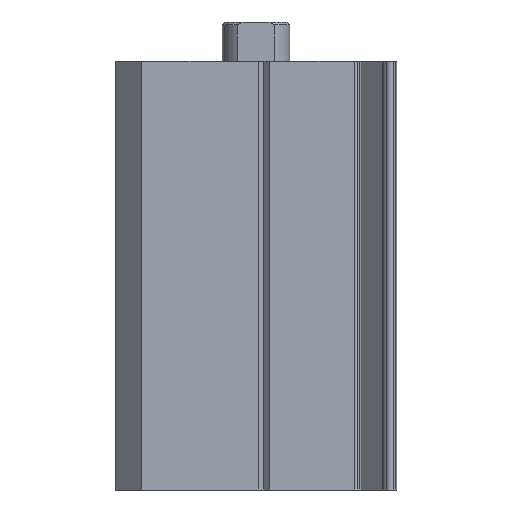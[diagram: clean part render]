
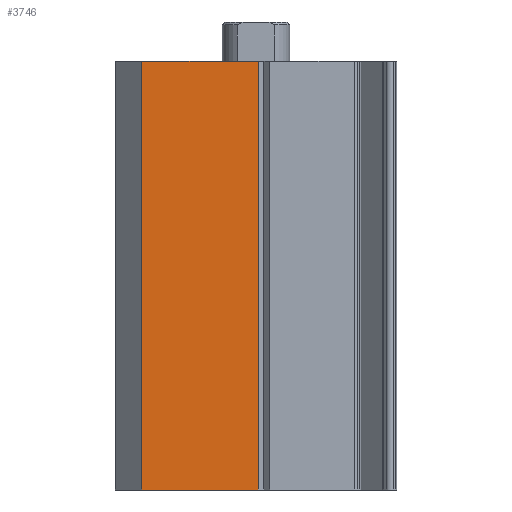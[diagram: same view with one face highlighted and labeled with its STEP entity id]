
A CAD part, left-side view. The second image highlights one B-rep face of the part: STEP entity #3746.
In plain terms, the highlighted planar face has unit normal (-1, 0, 0).
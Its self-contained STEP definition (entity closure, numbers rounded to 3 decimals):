
#164 = VECTOR ( 'NONE', #2131, 1000. ) ;
#184 = CARTESIAN_POINT ( 'NONE',  ( -12.5, -0.208, -19. ) ) ;
#221 = CARTESIAN_POINT ( 'NONE',  ( -12.5, -12.5, 19. ) ) ;
#278 = ORIENTED_EDGE ( 'NONE', *, *, #289, .T. ) ;
#289 = EDGE_CURVE ( 'NONE', #2583, #2348, #2007, .T. ) ;
#459 = CARTESIAN_POINT ( 'NONE',  ( -12.5, -0.208, 19. ) ) ;
#601 = LINE ( 'NONE', #3082, #3883 ) ;
#742 = ORIENTED_EDGE ( 'NONE', *, *, #3893, .T. ) ;
#1054 = VERTEX_POINT ( 'NONE', #459 ) ;
#1060 = CARTESIAN_POINT ( 'NONE',  ( -12.5, 10.13, 19. ) ) ;
#1211 = EDGE_CURVE ( 'NONE', #4020, #1054, #4006, .T. ) ;
#1282 = AXIS2_PLACEMENT_3D ( 'NONE', #3549, #1652, #3877 ) ;
#1290 = FACE_OUTER_BOUND ( 'NONE', #1430, .T. ) ;
#1331 = PLANE ( 'NONE',  #1282 ) ;
#1430 = EDGE_LOOP ( 'NONE', ( #278, #2692, #2186, #742 ) ) ;
#1453 = CARTESIAN_POINT ( 'NONE',  ( -12.5, -12.5, -19. ) ) ;
#1652 = DIRECTION ( 'NONE',  ( 1., 0., 0. ) ) ;
#2007 = LINE ( 'NONE', #1453, #2870 ) ;
#2131 = DIRECTION ( 'NONE',  ( 0., -1., 0. ) ) ;
#2154 = CARTESIAN_POINT ( 'NONE',  ( -12.5, 10.13, -19. ) ) ;
#2186 = ORIENTED_EDGE ( 'NONE', *, *, #1211, .F. ) ;
#2328 = VECTOR ( 'NONE', #3598, 1000. ) ;
#2348 = VERTEX_POINT ( 'NONE', #184 ) ;
#2583 = VERTEX_POINT ( 'NONE', #2154 ) ;
#2692 = ORIENTED_EDGE ( 'NONE', *, *, #3487, .T. ) ;
#2870 = VECTOR ( 'NONE', #3645, 1000. ) ;
#3082 = CARTESIAN_POINT ( 'NONE',  ( -12.5, -0.208, -19. ) ) ;
#3104 = CARTESIAN_POINT ( 'NONE',  ( -12.5, 10.13, 19. ) ) ;
#3178 = LINE ( 'NONE', #1060, #2328 ) ;
#3487 = EDGE_CURVE ( 'NONE', #2348, #1054, #601, .T. ) ;
#3549 = CARTESIAN_POINT ( 'NONE',  ( -12.5, -12.5, 19. ) ) ;
#3598 = DIRECTION ( 'NONE',  ( 0., 0., -1. ) ) ;
#3645 = DIRECTION ( 'NONE',  ( 0., -1., 0. ) ) ;
#3746 = ADVANCED_FACE ( 'NONE', ( #1290 ), #1331, .F. ) ;
#3877 = DIRECTION ( 'NONE',  ( 0., 0., -1. ) ) ;
#3883 = VECTOR ( 'NONE', #4031, 1000. ) ;
#3893 = EDGE_CURVE ( 'NONE', #4020, #2583, #3178, .T. ) ;
#4006 = LINE ( 'NONE', #221, #164 ) ;
#4020 = VERTEX_POINT ( 'NONE', #3104 ) ;
#4031 = DIRECTION ( 'NONE',  ( 0., 0., 1. ) ) ;
